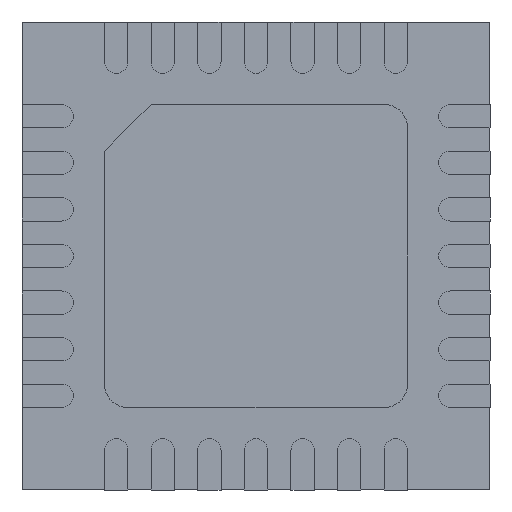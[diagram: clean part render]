
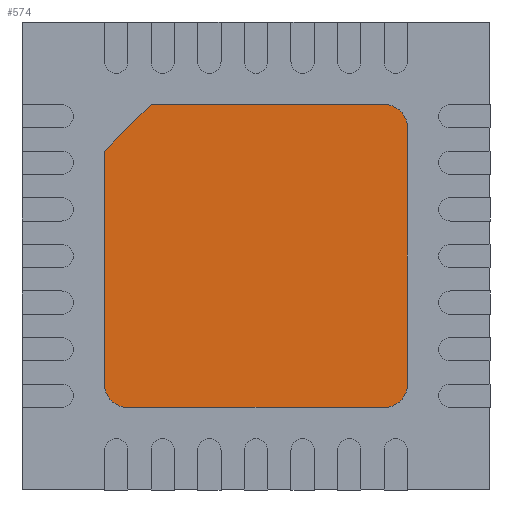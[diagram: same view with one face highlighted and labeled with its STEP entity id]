
A CAD part, front view. The second image highlights one B-rep face of the part: STEP entity #574.
In plain terms, the highlighted planar face has unit normal (0, -1, 0).
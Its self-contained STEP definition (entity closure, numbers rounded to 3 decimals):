
#574=ADVANCED_FACE('',(#1146),#1147,.T.);
#1146=FACE_OUTER_BOUND('',#1713,.T.);
#1147=PLANE('',#1714);
#1713=EDGE_LOOP('',(#3527,#3528,#3529,#3530,#3531,#3532,#3533,#3534));
#1714=AXIS2_PLACEMENT_3D('',#3535,#3536,#3537);
#3527=ORIENTED_EDGE('',*,*,#4276,.F.);
#3528=ORIENTED_EDGE('',*,*,#4287,.F.);
#3529=ORIENTED_EDGE('',*,*,#4284,.F.);
#3530=ORIENTED_EDGE('',*,*,#4281,.F.);
#3531=ORIENTED_EDGE('',*,*,#4278,.F.);
#3532=ORIENTED_EDGE('',*,*,#4266,.F.);
#3533=ORIENTED_EDGE('',*,*,#4270,.F.);
#3534=ORIENTED_EDGE('',*,*,#4273,.F.);
#3535=CARTESIAN_POINT('',(2.528,0.,-0.028));
#3536=DIRECTION('',(0.,-1.0,0.));
#3537=DIRECTION('',(0.,0.0,-1.0));
#4266=EDGE_CURVE('',#5353,#5355,#5356,.T.);
#4270=EDGE_CURVE('',#5359,#5353,#5361,.T.);
#4273=EDGE_CURVE('',#5363,#5359,#5365,.T.);
#4276=EDGE_CURVE('',#5367,#5363,#5369,.T.);
#4278=EDGE_CURVE('',#5355,#5371,#5372,.T.);
#4281=EDGE_CURVE('',#5371,#5375,#5376,.T.);
#4284=EDGE_CURVE('',#5375,#5379,#5380,.T.);
#4287=EDGE_CURVE('',#5379,#5367,#5383,.T.);
#5353=VERTEX_POINT('',#6916);
#5355=VERTEX_POINT('',#6919);
#5356=LINE('',#6920,#6921);
#5359=VERTEX_POINT('',#6925);
#5361=CIRCLE('',#6928,0.25);
#5363=VERTEX_POINT('',#6930);
#5365=LINE('',#6933,#6934);
#5367=VERTEX_POINT('',#6936);
#5369=CIRCLE('',#6939,0.25);
#5371=VERTEX_POINT('',#6941);
#5372=CIRCLE('',#6942,0.25);
#5375=VERTEX_POINT('',#6946);
#5376=LINE('',#6947,#6948);
#5379=VERTEX_POINT('',#6952);
#5380=LINE('',#6953,#6954);
#5383=LINE('',#6958,#6959);
#6916=CARTESIAN_POINT('',(3.875,0.,-1.625));
#6919=CARTESIAN_POINT('',(1.125,0.,-1.625));
#6920=CARTESIAN_POINT('',(1.125,0.,-1.625));
#6921=VECTOR('',#7617,1.0);
#6925=CARTESIAN_POINT('',(4.125,0.,-1.375));
#6928=AXIS2_PLACEMENT_3D('',#7620,#7621,#7622);
#6930=CARTESIAN_POINT('',(4.125,0.,1.375));
#6933=CARTESIAN_POINT('',(4.125,0.,1.375));
#6934=VECTOR('',#7624,1.0);
#6936=CARTESIAN_POINT('',(3.875,0.,1.625));
#6939=AXIS2_PLACEMENT_3D('',#7626,#7627,#7628);
#6941=CARTESIAN_POINT('',(0.875,0.,-1.375));
#6942=AXIS2_PLACEMENT_3D('',#7629,#7630,#7631);
#6946=CARTESIAN_POINT('',(0.875,0.,1.125));
#6947=CARTESIAN_POINT('',(0.875,0.,1.125));
#6948=VECTOR('',#7633,1.0);
#6952=CARTESIAN_POINT('',(1.375,0.,1.625));
#6953=CARTESIAN_POINT('',(0.875,0.,1.125));
#6954=VECTOR('',#7635,1.0);
#6958=CARTESIAN_POINT('',(1.375,0.,1.625));
#6959=VECTOR('',#7637,1.0);
#7617=DIRECTION('',(-1.0,0.,0.));
#7620=CARTESIAN_POINT('',(3.875,0.,-1.375));
#7621=DIRECTION('',(0.,1.0,0.));
#7622=DIRECTION('',(0.,0.0,-1.0));
#7624=DIRECTION('',(0.,0.0,-1.0));
#7626=CARTESIAN_POINT('',(3.875,0.,1.375));
#7627=DIRECTION('',(0.,1.0,0.));
#7628=DIRECTION('',(0.,0.0,-1.0));
#7629=CARTESIAN_POINT('',(1.125,0.,-1.375));
#7630=DIRECTION('',(0.,1.0,0.));
#7631=DIRECTION('',(0.,0.0,-1.0));
#7633=DIRECTION('',(0.,0.0,1.0));
#7635=DIRECTION('',(0.707,0.,0.707));
#7637=DIRECTION('',(1.0,0.,0.));
